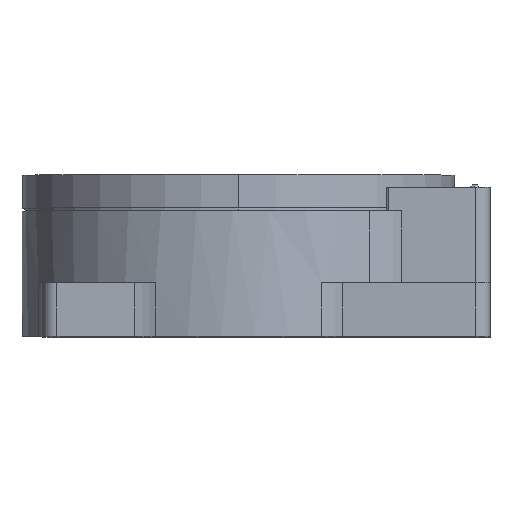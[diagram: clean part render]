
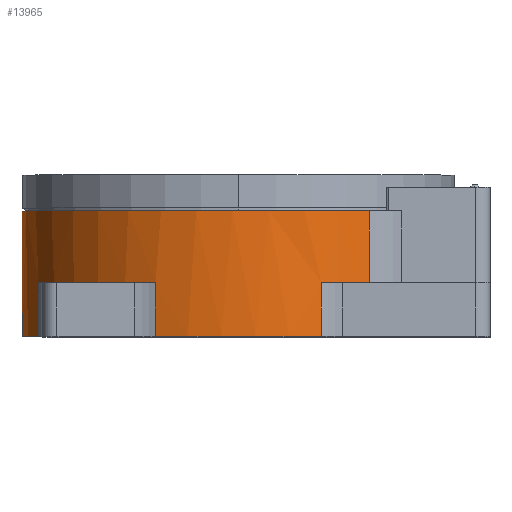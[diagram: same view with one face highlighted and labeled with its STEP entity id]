
A CAD part, top view. The second image highlights one B-rep face of the part: STEP entity #13965.
In plain terms, the highlighted cylindrical face has radius 120.5 mm (diameter 241 mm), a partial arc.
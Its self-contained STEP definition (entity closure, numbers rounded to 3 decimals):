
#157 = DIRECTION ( 'NONE',  ( 0., 1., 0. ) ) ;
#329 = EDGE_CURVE ( 'NONE', #8328, #22899, #2716, .T. ) ;
#1290 = VERTEX_POINT ( 'NONE', #1353 ) ;
#1335 = CARTESIAN_POINT ( 'NONE',  ( 46.198, 83., 111.292 ) ) ;
#1353 = CARTESIAN_POINT ( 'NONE',  ( -48.028, 30., -110.515 ) ) ;
#1368 = DIRECTION ( 'NONE',  ( 0., -1., 0. ) ) ;
#1552 = CARTESIAN_POINT ( 'NONE',  ( 72.725, 83., 96.08 ) ) ;
#1822 = CARTESIAN_POINT ( 'NONE',  ( -111.292, 30., -46.198 ) ) ;
#2156 = CIRCLE ( 'NONE', #8732, 120.5 ) ;
#2352 = EDGE_CURVE ( 'NONE', #22899, #2669, #33023, .T. ) ;
#2371 = EDGE_CURVE ( 'NONE', #16706, #27589, #18270, .T. ) ;
#2669 = VERTEX_POINT ( 'NONE', #28062 ) ;
#2716 = LINE ( 'NONE', #26699, #18769 ) ;
#3214 = DIRECTION ( 'NONE',  ( 0., -1., 0. ) ) ;
#3400 = CARTESIAN_POINT ( 'NONE',  ( 0., 0., 0. ) ) ;
#3453 = ORIENTED_EDGE ( 'NONE', *, *, #27478, .T. ) ;
#3916 = EDGE_CURVE ( 'NONE', #6449, #1290, #23273, .T. ) ;
#4728 = VERTEX_POINT ( 'NONE', #9299 ) ;
#4845 = EDGE_CURVE ( 'NONE', #9858, #27589, #7062, .T. ) ;
#5435 = CARTESIAN_POINT ( 'NONE',  ( -111.292, 83., -46.198 ) ) ;
#5747 = CARTESIAN_POINT ( 'NONE',  ( -111.292, 0., -46.198 ) ) ;
#6155 = CARTESIAN_POINT ( 'NONE',  ( 0., 0., 0. ) ) ;
#6449 = VERTEX_POINT ( 'NONE', #1822 ) ;
#6653 = CARTESIAN_POINT ( 'NONE',  ( -46.198, 0., 111.292 ) ) ;
#7062 = LINE ( 'NONE', #20261, #12940 ) ;
#7184 = CARTESIAN_POINT ( 'NONE',  ( 0., 30., 0. ) ) ;
#7747 = EDGE_CURVE ( 'NONE', #6449, #16706, #8021, .T. ) ;
#7963 = AXIS2_PLACEMENT_3D ( 'NONE', #11778, #9215, #19677 ) ;
#8021 = LINE ( 'NONE', #5435, #32730 ) ;
#8328 = VERTEX_POINT ( 'NONE', #27316 ) ;
#8502 = ORIENTED_EDGE ( 'NONE', *, *, #10679, .F. ) ;
#8688 = AXIS2_PLACEMENT_3D ( 'NONE', #13405, #24845, #30006 ) ;
#8732 = AXIS2_PLACEMENT_3D ( 'NONE', #7184, #9577, #10091 ) ;
#8827 = EDGE_CURVE ( 'NONE', #10007, #13743, #30016, .T. ) ;
#9215 = DIRECTION ( 'NONE',  ( 0., -1., 0. ) ) ;
#9299 = CARTESIAN_POINT ( 'NONE',  ( -48.028, 70., -110.515 ) ) ;
#9577 = DIRECTION ( 'NONE',  ( 0., -1., 0. ) ) ;
#9835 = FACE_OUTER_BOUND ( 'NONE', #11945, .T. ) ;
#9858 = VERTEX_POINT ( 'NONE', #26241 ) ;
#9994 = DIRECTION ( 'NONE',  ( 0., -1., 0. ) ) ;
#10007 = VERTEX_POINT ( 'NONE', #29478 ) ;
#10091 = DIRECTION ( 'NONE',  ( 0., 0., 1. ) ) ;
#10632 = DIRECTION ( 'NONE',  ( 0., 0., 1. ) ) ;
#10679 = EDGE_CURVE ( 'NONE', #8328, #9858, #32175, .T. ) ;
#11778 = CARTESIAN_POINT ( 'NONE',  ( 0., 30., 0. ) ) ;
#11945 = EDGE_LOOP ( 'NONE', ( #28896, #3453, #21212, #28408, #18856, #19628, #8502, #19840, #22010, #21526, #22823, #21910 ) ) ;
#12245 = EDGE_CURVE ( 'NONE', #4728, #10007, #23461, .T. ) ;
#12940 = VECTOR ( 'NONE', #30697, 1000. ) ;
#13405 = CARTESIAN_POINT ( 'NONE',  ( 0., 70., 0. ) ) ;
#13438 = CARTESIAN_POINT ( 'NONE',  ( 0., 30., 0. ) ) ;
#13461 = EDGE_CURVE ( 'NONE', #18987, #2669, #24822, .T. ) ;
#13743 = VERTEX_POINT ( 'NONE', #32636 ) ;
#13965 = ADVANCED_FACE ( 'NONE', ( #9835 ), #30730, .T. ) ;
#15023 = DIRECTION ( 'NONE',  ( 0., -1., 0. ) ) ;
#16706 = VERTEX_POINT ( 'NONE', #5747 ) ;
#16964 = CARTESIAN_POINT ( 'NONE',  ( -48.028, 83., -110.515 ) ) ;
#18270 = CIRCLE ( 'NONE', #22632, 120.5 ) ;
#18769 = VECTOR ( 'NONE', #3214, 1000. ) ;
#18856 = ORIENTED_EDGE ( 'NONE', *, *, #2371, .T. ) ;
#18987 = VERTEX_POINT ( 'NONE', #19738 ) ;
#19628 = ORIENTED_EDGE ( 'NONE', *, *, #4845, .F. ) ;
#19677 = DIRECTION ( 'NONE',  ( 0., 0., 1. ) ) ;
#19738 = CARTESIAN_POINT ( 'NONE',  ( 46.198, 30., 111.292 ) ) ;
#19840 = ORIENTED_EDGE ( 'NONE', *, *, #329, .T. ) ;
#20261 = CARTESIAN_POINT ( 'NONE',  ( -111.292, 83., 46.198 ) ) ;
#20555 = VECTOR ( 'NONE', #15023, 1000. ) ;
#20884 = DIRECTION ( 'NONE',  ( 0., -1., 0. ) ) ;
#21212 = ORIENTED_EDGE ( 'NONE', *, *, #3916, .F. ) ;
#21526 = ORIENTED_EDGE ( 'NONE', *, *, #13461, .F. ) ;
#21910 = ORIENTED_EDGE ( 'NONE', *, *, #8827, .F. ) ;
#22010 = ORIENTED_EDGE ( 'NONE', *, *, #2352, .T. ) ;
#22632 = AXIS2_PLACEMENT_3D ( 'NONE', #3400, #157, #10632 ) ;
#22823 = ORIENTED_EDGE ( 'NONE', *, *, #29364, .F. ) ;
#22899 = VERTEX_POINT ( 'NONE', #6653 ) ;
#23273 = CIRCLE ( 'NONE', #7963, 120.5 ) ;
#23377 = DIRECTION ( 'NONE',  ( 0., 0., -1. ) ) ;
#23461 = CIRCLE ( 'NONE', #8688, 120.5 ) ;
#23645 = DIRECTION ( 'NONE',  ( 0., 0., 1. ) ) ;
#23905 = VECTOR ( 'NONE', #27899, 1000. ) ;
#24822 = LINE ( 'NONE', #1335, #20555 ) ;
#24845 = DIRECTION ( 'NONE',  ( 0., 1., 0. ) ) ;
#25363 = AXIS2_PLACEMENT_3D ( 'NONE', #33477, #9994, #23377 ) ;
#26241 = CARTESIAN_POINT ( 'NONE',  ( -111.292, 30., 46.198 ) ) ;
#26699 = CARTESIAN_POINT ( 'NONE',  ( -46.198, 83., 111.292 ) ) ;
#27316 = CARTESIAN_POINT ( 'NONE',  ( -46.198, 30., 111.292 ) ) ;
#27478 = EDGE_CURVE ( 'NONE', #4728, #1290, #30480, .T. ) ;
#27589 = VERTEX_POINT ( 'NONE', #30801 ) ;
#27899 = DIRECTION ( 'NONE',  ( 0., -1., 0. ) ) ;
#28062 = CARTESIAN_POINT ( 'NONE',  ( 46.198, 0., 111.292 ) ) ;
#28244 = VECTOR ( 'NONE', #1368, 1000. ) ;
#28408 = ORIENTED_EDGE ( 'NONE', *, *, #7747, .T. ) ;
#28896 = ORIENTED_EDGE ( 'NONE', *, *, #12245, .F. ) ;
#28961 = DIRECTION ( 'NONE',  ( 0., 1., 0. ) ) ;
#29357 = DIRECTION ( 'NONE',  ( 0., -1., 0. ) ) ;
#29364 = EDGE_CURVE ( 'NONE', #13743, #18987, #2156, .T. ) ;
#29478 = CARTESIAN_POINT ( 'NONE',  ( 72.725, 70., 96.08 ) ) ;
#30006 = DIRECTION ( 'NONE',  ( 0., 0., 1. ) ) ;
#30016 = LINE ( 'NONE', #1552, #28244 ) ;
#30480 = LINE ( 'NONE', #16964, #23905 ) ;
#30697 = DIRECTION ( 'NONE',  ( 0., -1., 0. ) ) ;
#30730 = CYLINDRICAL_SURFACE ( 'NONE', #25363, 120.5 ) ;
#30801 = CARTESIAN_POINT ( 'NONE',  ( -111.292, 0., 46.198 ) ) ;
#31386 = AXIS2_PLACEMENT_3D ( 'NONE', #6155, #28961, #23645 ) ;
#31751 = DIRECTION ( 'NONE',  ( 0., 0., 1. ) ) ;
#32175 = CIRCLE ( 'NONE', #33836, 120.5 ) ;
#32636 = CARTESIAN_POINT ( 'NONE',  ( 72.725, 30., 96.08 ) ) ;
#32730 = VECTOR ( 'NONE', #20884, 1000. ) ;
#33023 = CIRCLE ( 'NONE', #31386, 120.5 ) ;
#33477 = CARTESIAN_POINT ( 'NONE',  ( 0., 83., 0. ) ) ;
#33836 = AXIS2_PLACEMENT_3D ( 'NONE', #13438, #29357, #31751 ) ;
